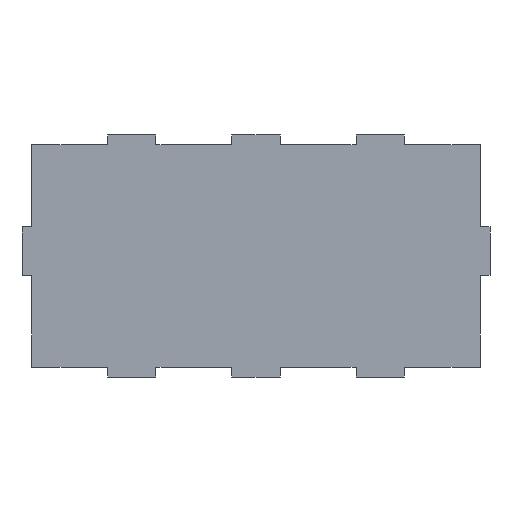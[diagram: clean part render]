
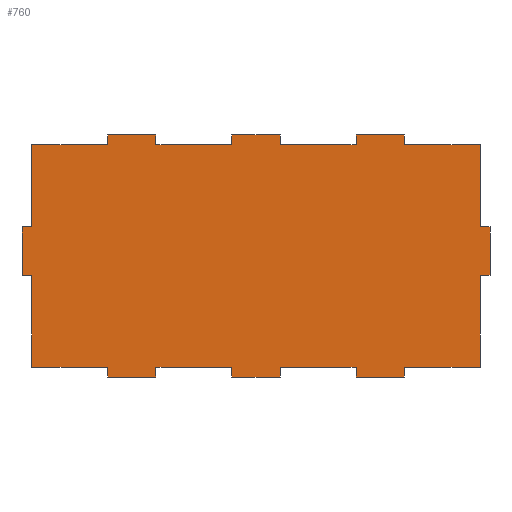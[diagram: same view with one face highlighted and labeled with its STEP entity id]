
A CAD part, left-side view. The second image highlights one B-rep face of the part: STEP entity #760.
In plain terms, the highlighted planar face has unit normal (-1, 0, 0).
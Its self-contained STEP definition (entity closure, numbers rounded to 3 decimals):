
#34=FACE_OUTER_BOUND('',#72,.T.);
#72=EDGE_LOOP('',(#595,#596,#597,#598,#599,#600,#601,#602,#603,#604,#605,
#606,#607,#608,#609,#610,#611,#612,#613,#614,#615,#616,#617,#618,#619,#620,
#621,#622,#623,#624,#625,#626,#627,#628,#629,#630));
#93=LINE('',#1025,#201);
#97=LINE('',#1034,#205);
#100=LINE('',#1038,#208);
#104=LINE('',#1047,#212);
#107=LINE('',#1053,#215);
#110=LINE('',#1061,#218);
#114=LINE('',#1070,#222);
#117=LINE('',#1074,#225);
#119=LINE('',#1080,#227);
#123=LINE('',#1088,#231);
#125=LINE('',#1092,#233);
#153=LINE('',#1144,#261);
#154=LINE('',#1146,#262);
#155=LINE('',#1148,#263);
#157=LINE('',#1153,#265);
#159=LINE('',#1157,#267);
#161=LINE('',#1161,#269);
#163=LINE('',#1164,#271);
#164=LINE('',#1167,#272);
#165=LINE('',#1169,#273);
#166=LINE('',#1171,#274);
#167=LINE('',#1173,#275);
#168=LINE('',#1175,#276);
#169=LINE('',#1177,#277);
#170=LINE('',#1179,#278);
#171=LINE('',#1181,#279);
#172=LINE('',#1183,#280);
#173=LINE('',#1185,#281);
#174=LINE('',#1187,#282);
#175=LINE('',#1189,#283);
#176=LINE('',#1191,#284);
#177=LINE('',#1193,#285);
#178=LINE('',#1195,#286);
#179=LINE('',#1197,#287);
#180=LINE('',#1199,#288);
#181=LINE('',#1200,#289);
#201=VECTOR('',#837,10.);
#205=VECTOR('',#843,10.);
#208=VECTOR('',#848,10.);
#212=VECTOR('',#854,10.);
#215=VECTOR('',#859,10.);
#218=VECTOR('',#864,10.);
#222=VECTOR('',#870,10.);
#225=VECTOR('',#875,10.);
#227=VECTOR('',#879,10.);
#231=VECTOR('',#885,10.);
#233=VECTOR('',#889,10.);
#261=VECTOR('',#921,10.);
#262=VECTOR('',#924,10.);
#263=VECTOR('',#927,10.);
#265=VECTOR('',#931,10.);
#267=VECTOR('',#935,10.);
#269=VECTOR('',#939,10.);
#271=VECTOR('',#943,10.);
#272=VECTOR('',#946,10.);
#273=VECTOR('',#947,10.);
#274=VECTOR('',#948,10.);
#275=VECTOR('',#949,10.);
#276=VECTOR('',#950,10.);
#277=VECTOR('',#951,10.);
#278=VECTOR('',#952,10.);
#279=VECTOR('',#953,10.);
#280=VECTOR('',#954,10.);
#281=VECTOR('',#955,10.);
#282=VECTOR('',#956,10.);
#283=VECTOR('',#957,10.);
#284=VECTOR('',#958,10.);
#285=VECTOR('',#959,10.);
#286=VECTOR('',#960,10.);
#287=VECTOR('',#961,10.);
#288=VECTOR('',#962,10.);
#289=VECTOR('',#963,10.);
#309=VERTEX_POINT('',#1022);
#310=VERTEX_POINT('',#1024);
#313=VERTEX_POINT('',#1031);
#314=VERTEX_POINT('',#1033);
#316=VERTEX_POINT('',#1041);
#318=VERTEX_POINT('',#1045);
#320=VERTEX_POINT('',#1051);
#323=VERTEX_POINT('',#1058);
#324=VERTEX_POINT('',#1060);
#327=VERTEX_POINT('',#1067);
#328=VERTEX_POINT('',#1069);
#329=VERTEX_POINT('',#1076);
#331=VERTEX_POINT('',#1079);
#334=VERTEX_POINT('',#1087);
#335=VERTEX_POINT('',#1091);
#358=VERTEX_POINT('',#1150);
#359=VERTEX_POINT('',#1152);
#360=VERTEX_POINT('',#1156);
#361=VERTEX_POINT('',#1160);
#362=VERTEX_POINT('',#1166);
#363=VERTEX_POINT('',#1168);
#364=VERTEX_POINT('',#1170);
#365=VERTEX_POINT('',#1172);
#366=VERTEX_POINT('',#1174);
#367=VERTEX_POINT('',#1176);
#368=VERTEX_POINT('',#1178);
#369=VERTEX_POINT('',#1180);
#370=VERTEX_POINT('',#1182);
#371=VERTEX_POINT('',#1184);
#372=VERTEX_POINT('',#1186);
#373=VERTEX_POINT('',#1188);
#374=VERTEX_POINT('',#1190);
#375=VERTEX_POINT('',#1192);
#376=VERTEX_POINT('',#1194);
#377=VERTEX_POINT('',#1196);
#378=VERTEX_POINT('',#1198);
#381=EDGE_CURVE('',#310,#309,#93,.T.);
#385=EDGE_CURVE('',#314,#313,#97,.T.);
#388=EDGE_CURVE('',#313,#310,#100,.T.);
#392=EDGE_CURVE('',#316,#318,#104,.T.);
#395=EDGE_CURVE('',#318,#320,#107,.T.);
#398=EDGE_CURVE('',#324,#323,#110,.T.);
#402=EDGE_CURVE('',#328,#327,#114,.T.);
#405=EDGE_CURVE('',#327,#324,#117,.T.);
#407=EDGE_CURVE('',#331,#329,#119,.T.);
#411=EDGE_CURVE('',#334,#331,#123,.T.);
#413=EDGE_CURVE('',#335,#316,#125,.T.);
#441=EDGE_CURVE('',#334,#323,#153,.T.);
#442=EDGE_CURVE('',#314,#320,#154,.T.);
#443=EDGE_CURVE('',#328,#309,#155,.T.);
#445=EDGE_CURVE('',#359,#358,#157,.T.);
#447=EDGE_CURVE('',#360,#359,#159,.T.);
#449=EDGE_CURVE('',#361,#335,#161,.T.);
#451=EDGE_CURVE('',#358,#361,#163,.T.);
#452=EDGE_CURVE('',#329,#362,#164,.T.);
#453=EDGE_CURVE('',#362,#363,#165,.T.);
#454=EDGE_CURVE('',#364,#363,#166,.T.);
#455=EDGE_CURVE('',#364,#365,#167,.T.);
#456=EDGE_CURVE('',#365,#366,#168,.T.);
#457=EDGE_CURVE('',#366,#367,#169,.T.);
#458=EDGE_CURVE('',#367,#368,#170,.T.);
#459=EDGE_CURVE('',#368,#369,#171,.T.);
#460=EDGE_CURVE('',#369,#370,#172,.T.);
#461=EDGE_CURVE('',#370,#371,#173,.T.);
#462=EDGE_CURVE('',#371,#372,#174,.T.);
#463=EDGE_CURVE('',#372,#373,#175,.T.);
#464=EDGE_CURVE('',#373,#374,#176,.T.);
#465=EDGE_CURVE('',#374,#375,#177,.T.);
#466=EDGE_CURVE('',#375,#376,#178,.T.);
#467=EDGE_CURVE('',#376,#377,#179,.T.);
#468=EDGE_CURVE('',#377,#378,#180,.T.);
#469=EDGE_CURVE('',#378,#360,#181,.T.);
#595=ORIENTED_EDGE('',*,*,#381,.T.);
#596=ORIENTED_EDGE('',*,*,#443,.F.);
#597=ORIENTED_EDGE('',*,*,#402,.T.);
#598=ORIENTED_EDGE('',*,*,#405,.T.);
#599=ORIENTED_EDGE('',*,*,#398,.T.);
#600=ORIENTED_EDGE('',*,*,#441,.F.);
#601=ORIENTED_EDGE('',*,*,#411,.T.);
#602=ORIENTED_EDGE('',*,*,#407,.T.);
#603=ORIENTED_EDGE('',*,*,#452,.T.);
#604=ORIENTED_EDGE('',*,*,#453,.T.);
#605=ORIENTED_EDGE('',*,*,#454,.F.);
#606=ORIENTED_EDGE('',*,*,#455,.T.);
#607=ORIENTED_EDGE('',*,*,#456,.T.);
#608=ORIENTED_EDGE('',*,*,#457,.T.);
#609=ORIENTED_EDGE('',*,*,#458,.T.);
#610=ORIENTED_EDGE('',*,*,#459,.T.);
#611=ORIENTED_EDGE('',*,*,#460,.T.);
#612=ORIENTED_EDGE('',*,*,#461,.T.);
#613=ORIENTED_EDGE('',*,*,#462,.T.);
#614=ORIENTED_EDGE('',*,*,#463,.T.);
#615=ORIENTED_EDGE('',*,*,#464,.T.);
#616=ORIENTED_EDGE('',*,*,#465,.T.);
#617=ORIENTED_EDGE('',*,*,#466,.T.);
#618=ORIENTED_EDGE('',*,*,#467,.T.);
#619=ORIENTED_EDGE('',*,*,#468,.T.);
#620=ORIENTED_EDGE('',*,*,#469,.T.);
#621=ORIENTED_EDGE('',*,*,#447,.T.);
#622=ORIENTED_EDGE('',*,*,#445,.T.);
#623=ORIENTED_EDGE('',*,*,#451,.T.);
#624=ORIENTED_EDGE('',*,*,#449,.T.);
#625=ORIENTED_EDGE('',*,*,#413,.T.);
#626=ORIENTED_EDGE('',*,*,#392,.T.);
#627=ORIENTED_EDGE('',*,*,#395,.T.);
#628=ORIENTED_EDGE('',*,*,#442,.F.);
#629=ORIENTED_EDGE('',*,*,#385,.T.);
#630=ORIENTED_EDGE('',*,*,#388,.T.);
#722=PLANE('',#812);
#760=ADVANCED_FACE('',(#34),#722,.T.);
#812=AXIS2_PLACEMENT_3D('',#1165,#944,#945);
#837=DIRECTION('',(0.,0.,1.));
#843=DIRECTION('',(0.,0.,-1.));
#848=DIRECTION('',(0.,1.,0.));
#854=DIRECTION('',(0.,1.,0.));
#859=DIRECTION('',(0.,0.,1.));
#864=DIRECTION('',(0.,0.,1.));
#870=DIRECTION('',(0.,0.,-1.));
#875=DIRECTION('',(0.,1.,0.));
#879=DIRECTION('',(0.,1.,0.));
#885=DIRECTION('',(0.,0.,-1.));
#889=DIRECTION('',(0.,0.,1.));
#921=DIRECTION('',(0.,-1.,0.));
#924=DIRECTION('',(0.,-1.,0.));
#927=DIRECTION('',(0.,-1.,0.));
#931=DIRECTION('',(0.,-1.,0.));
#935=DIRECTION('',(0.,0.,1.));
#939=DIRECTION('',(0.,1.,0.));
#943=DIRECTION('',(0.,0.,1.));
#944=DIRECTION('center_axis',(-1.,0.,0.));
#945=DIRECTION('ref_axis',(0.,-1.,0.));
#946=DIRECTION('',(0.,0.,-1.));
#947=DIRECTION('',(0.,1.,0.));
#948=DIRECTION('',(0.,0.,1.));
#949=DIRECTION('',(0.,-1.,0.));
#950=DIRECTION('',(0.,0.,-1.));
#951=DIRECTION('',(0.,-1.,0.));
#952=DIRECTION('',(0.,0.,-1.));
#953=DIRECTION('',(0.,-1.,0.));
#954=DIRECTION('',(0.,0.,1.));
#955=DIRECTION('',(0.,-1.,0.));
#956=DIRECTION('',(0.,0.,-1.));
#957=DIRECTION('',(0.,-1.,0.));
#958=DIRECTION('',(0.,0.,1.));
#959=DIRECTION('',(0.,-1.,0.));
#960=DIRECTION('',(0.,0.,-1.));
#961=DIRECTION('',(0.,-1.,0.));
#962=DIRECTION('',(0.,0.,1.));
#963=DIRECTION('',(0.,-1.,0.));
#1022=CARTESIAN_POINT('',(-243.83,-15.,150.));
#1024=CARTESIAN_POINT('',(-243.83,-15.,144.));
#1025=CARTESIAN_POINT('',(-243.83,-15.,75.));
#1031=CARTESIAN_POINT('',(-243.83,-62.,144.));
#1033=CARTESIAN_POINT('',(-243.83,-62.,150.));
#1034=CARTESIAN_POINT('',(-243.83,-62.,72.));
#1038=CARTESIAN_POINT('',(-243.83,65.,144.));
#1041=CARTESIAN_POINT('',(-243.83,-139.,144.));
#1045=CARTESIAN_POINT('',(-243.83,-92.,144.));
#1047=CARTESIAN_POINT('',(-243.83,26.5,144.));
#1051=CARTESIAN_POINT('',(-243.83,-92.,150.));
#1053=CARTESIAN_POINT('',(-243.83,-92.,75.));
#1058=CARTESIAN_POINT('',(-243.83,62.,150.));
#1060=CARTESIAN_POINT('',(-243.83,62.,144.));
#1061=CARTESIAN_POINT('',(-243.83,62.,75.));
#1067=CARTESIAN_POINT('',(-243.83,15.,144.));
#1069=CARTESIAN_POINT('',(-243.83,15.,150.));
#1070=CARTESIAN_POINT('',(-243.83,15.,72.));
#1074=CARTESIAN_POINT('',(-243.83,103.5,144.));
#1076=CARTESIAN_POINT('',(-243.83,139.,144.));
#1079=CARTESIAN_POINT('',(-243.83,92.,144.));
#1080=CARTESIAN_POINT('',(-243.83,145.,144.));
#1087=CARTESIAN_POINT('',(-243.83,92.,150.));
#1088=CARTESIAN_POINT('',(-243.83,92.,72.));
#1091=CARTESIAN_POINT('',(-243.83,-139.,93.));
#1092=CARTESIAN_POINT('',(-243.83,-139.,75.));
#1144=CARTESIAN_POINT('',(-243.83,145.,150.));
#1146=CARTESIAN_POINT('',(-243.83,145.,150.));
#1148=CARTESIAN_POINT('',(-243.83,145.,150.));
#1150=CARTESIAN_POINT('',(-243.83,-145.,63.));
#1152=CARTESIAN_POINT('',(-243.83,-139.,63.));
#1153=CARTESIAN_POINT('',(-243.83,0.,63.));
#1156=CARTESIAN_POINT('',(-243.83,-139.,6.));
#1157=CARTESIAN_POINT('',(-243.83,-139.,31.5));
#1160=CARTESIAN_POINT('',(-243.83,-145.,93.));
#1161=CARTESIAN_POINT('',(-243.83,3.,93.));
#1164=CARTESIAN_POINT('',(-243.83,-145.,0.));
#1165=CARTESIAN_POINT('Origin',(-243.83,145.,0.));
#1166=CARTESIAN_POINT('',(-243.83,139.,93.));
#1167=CARTESIAN_POINT('',(-243.83,139.,75.));
#1168=CARTESIAN_POINT('',(-243.83,145.,93.));
#1169=CARTESIAN_POINT('',(-243.83,142.,93.));
#1170=CARTESIAN_POINT('',(-243.83,145.,63.));
#1171=CARTESIAN_POINT('',(-243.83,145.,0.));
#1172=CARTESIAN_POINT('',(-243.83,139.,63.));
#1173=CARTESIAN_POINT('',(-243.83,145.,63.));
#1174=CARTESIAN_POINT('',(-243.83,139.,6.));
#1175=CARTESIAN_POINT('',(-243.83,139.,31.5));
#1176=CARTESIAN_POINT('',(-243.83,92.,6.));
#1177=CARTESIAN_POINT('',(-243.83,145.,6.));
#1178=CARTESIAN_POINT('',(-243.83,92.,0.));
#1179=CARTESIAN_POINT('',(-243.83,92.,3.));
#1180=CARTESIAN_POINT('',(-243.83,62.,0.));
#1181=CARTESIAN_POINT('',(-243.83,145.,0.));
#1182=CARTESIAN_POINT('',(-243.83,62.,6.));
#1183=CARTESIAN_POINT('',(-243.83,62.,0.));
#1184=CARTESIAN_POINT('',(-243.83,15.,6.));
#1185=CARTESIAN_POINT('',(-243.83,103.5,6.));
#1186=CARTESIAN_POINT('',(-243.83,15.,0.));
#1187=CARTESIAN_POINT('',(-243.83,15.,3.));
#1188=CARTESIAN_POINT('',(-243.83,-15.,0.));
#1189=CARTESIAN_POINT('',(-243.83,145.,0.));
#1190=CARTESIAN_POINT('',(-243.83,-15.,6.));
#1191=CARTESIAN_POINT('',(-243.83,-15.,0.));
#1192=CARTESIAN_POINT('',(-243.83,-62.,6.));
#1193=CARTESIAN_POINT('',(-243.83,65.,6.));
#1194=CARTESIAN_POINT('',(-243.83,-62.,0.));
#1195=CARTESIAN_POINT('',(-243.83,-62.,3.));
#1196=CARTESIAN_POINT('',(-243.83,-92.,0.));
#1197=CARTESIAN_POINT('',(-243.83,145.,0.));
#1198=CARTESIAN_POINT('',(-243.83,-92.,6.));
#1199=CARTESIAN_POINT('',(-243.83,-92.,0.));
#1200=CARTESIAN_POINT('',(-243.83,26.5,6.));
